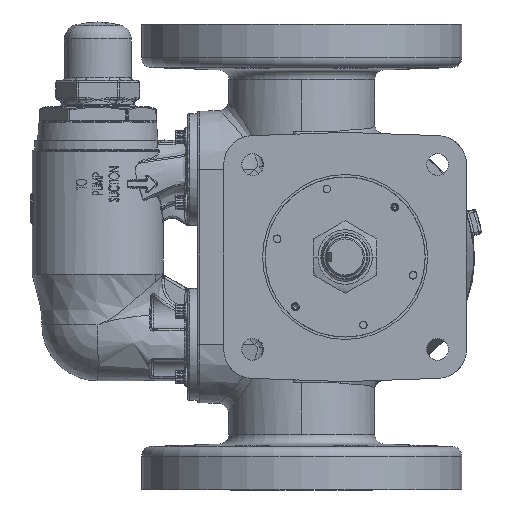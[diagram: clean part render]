
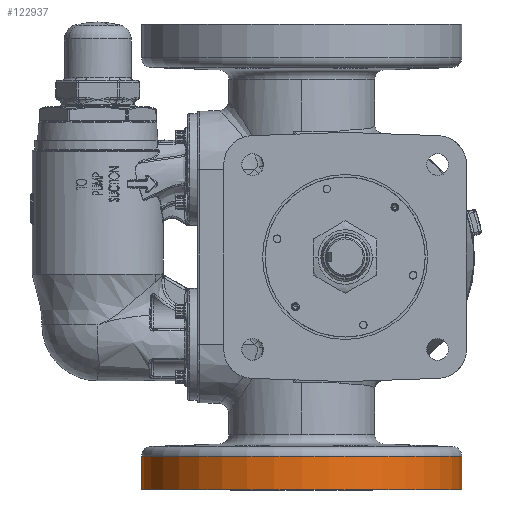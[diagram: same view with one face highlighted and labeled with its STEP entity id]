
A CAD part, left-side view. The second image highlights one B-rep face of the part: STEP entity #122937.
In plain terms, the highlighted cylindrical face has radius 104.775 mm (diameter 209.55 mm), a partial arc.
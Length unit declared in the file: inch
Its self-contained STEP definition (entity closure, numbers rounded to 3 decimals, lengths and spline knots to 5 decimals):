
#1697 = VERTEX_POINT ( 'NONE', #14673 ) ;
#2996 = CIRCLE ( 'NONE', #52464, 4.125 ) ;
#5971 = DIRECTION ( 'NONE',  ( 0., 0., 1. ) ) ;
#9960 = CARTESIAN_POINT ( 'NONE',  ( -2.51, -3.005, 0. ) ) ;
#11066 = LINE ( 'NONE', #9960, #89864 ) ;
#11992 = VECTOR ( 'NONE', #5971, 39.37008 ) ;
#14673 = CARTESIAN_POINT ( 'NONE',  ( -2.51, 5.245, -5.12985 ) ) ;
#22170 = DIRECTION ( 'NONE',  ( 1., 0., 0. ) ) ;
#25037 = CARTESIAN_POINT ( 'NONE',  ( -2.51, 5.245, 0. ) ) ;
#27271 = CIRCLE ( 'NONE', #70312, 4.125 ) ;
#29619 = EDGE_LOOP ( 'NONE', ( #93295, #35783, #43394, #41870 ) ) ;
#33648 = DIRECTION ( 'NONE',  ( 0., 0., 1. ) ) ;
#34076 = CARTESIAN_POINT ( 'NONE',  ( -2.51, 1.12, 0. ) ) ;
#35783 = ORIENTED_EDGE ( 'NONE', *, *, #125284, .T. ) ;
#37759 = LINE ( 'NONE', #25037, #11992 ) ;
#41870 = ORIENTED_EDGE ( 'NONE', *, *, #43294, .F. ) ;
#42942 = CARTESIAN_POINT ( 'NONE',  ( -2.51, -3.005, -6. ) ) ;
#43294 = EDGE_CURVE ( 'NONE', #1697, #99342, #27271, .T. ) ;
#43394 = ORIENTED_EDGE ( 'NONE', *, *, #78299, .T. ) ;
#51891 = DIRECTION ( 'NONE',  ( 0., 0., 1. ) ) ;
#52464 = AXIS2_PLACEMENT_3D ( 'NONE', #100157, #33648, #22170 ) ;
#52723 = DIRECTION ( 'NONE',  ( 0., -1., 0. ) ) ;
#57788 = DIRECTION ( 'NONE',  ( 0., 0., 1. ) ) ;
#62543 = EDGE_CURVE ( 'NONE', #115022, #1697, #37759, .T. ) ;
#66063 = FACE_OUTER_BOUND ( 'NONE', #29619, .T. ) ;
#70312 = AXIS2_PLACEMENT_3D ( 'NONE', #96108, #87156, #87994 ) ;
#77045 = VERTEX_POINT ( 'NONE', #42942 ) ;
#78299 = EDGE_CURVE ( 'NONE', #77045, #99342, #11066, .T. ) ;
#79688 = CYLINDRICAL_SURFACE ( 'NONE', #102574, 4.125 ) ;
#85775 = CARTESIAN_POINT ( 'NONE',  ( -2.51, -3.005, -5.12985 ) ) ;
#87156 = DIRECTION ( 'NONE',  ( 0., 0., 1. ) ) ;
#87994 = DIRECTION ( 'NONE',  ( 0., -1., 0. ) ) ;
#89864 = VECTOR ( 'NONE', #57788, 39.37008 ) ;
#93295 = ORIENTED_EDGE ( 'NONE', *, *, #62543, .F. ) ;
#96108 = CARTESIAN_POINT ( 'NONE',  ( -2.51, 1.12, -5.12985 ) ) ;
#99342 = VERTEX_POINT ( 'NONE', #85775 ) ;
#100157 = CARTESIAN_POINT ( 'NONE',  ( -2.51, 1.12, -6. ) ) ;
#102574 = AXIS2_PLACEMENT_3D ( 'NONE', #34076, #51891, #52723 ) ;
#115022 = VERTEX_POINT ( 'NONE', #117899 ) ;
#117899 = CARTESIAN_POINT ( 'NONE',  ( -2.51, 5.245, -6. ) ) ;
#122937 = ADVANCED_FACE ( 'NONE', ( #66063 ), #79688, .T. ) ;
#125284 = EDGE_CURVE ( 'NONE', #115022, #77045, #2996, .T. ) ;
